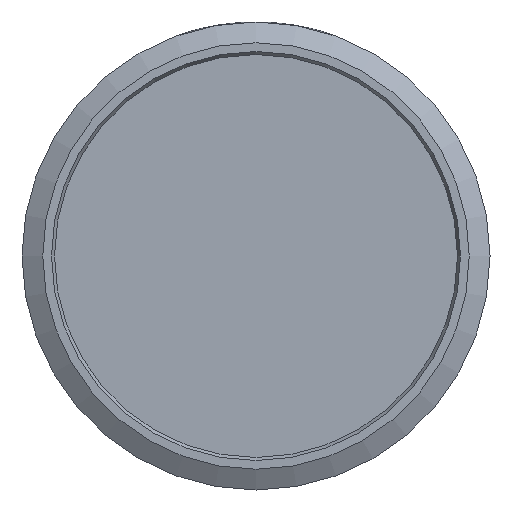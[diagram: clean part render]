
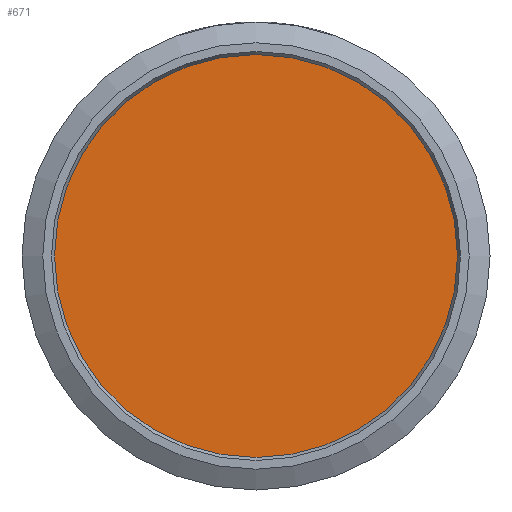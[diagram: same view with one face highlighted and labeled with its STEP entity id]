
A CAD part, front view. The second image highlights one B-rep face of the part: STEP entity #671.
In plain terms, the highlighted planar face has unit normal (0, -1, 0).
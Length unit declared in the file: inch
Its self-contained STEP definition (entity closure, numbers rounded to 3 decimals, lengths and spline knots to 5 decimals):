
#11 = AXIS2_PLACEMENT_3D ( 'NONE', #440, #344, #743 ) ;
#24 = EDGE_CURVE ( 'NONE', #707, #707, #428, .T. ) ;
#217 = DIRECTION ( 'NONE',  ( 1., 0., 0. ) ) ;
#344 = DIRECTION ( 'NONE',  ( 0., -1., 0. ) ) ;
#394 = CARTESIAN_POINT ( 'NONE',  ( 0., -1.96063, 0. ) ) ;
#428 = CIRCLE ( 'NONE', #870, 0.30512 ) ;
#440 = CARTESIAN_POINT ( 'NONE',  ( 0., -1.96063, 0. ) ) ;
#671 = ADVANCED_FACE ( 'NONE', ( #684 ), #728, .T. ) ;
#684 = FACE_OUTER_BOUND ( 'NONE', #978, .T. ) ;
#690 = CARTESIAN_POINT ( 'NONE',  ( 0.30512, -1.96063, 0. ) ) ;
#707 = VERTEX_POINT ( 'NONE', #690 ) ;
#728 = PLANE ( 'NONE',  #11 ) ;
#743 = DIRECTION ( 'NONE',  ( 0., 0., -1. ) ) ;
#823 = ORIENTED_EDGE ( 'NONE', *, *, #24, .T. ) ;
#870 = AXIS2_PLACEMENT_3D ( 'NONE', #394, #884, #217 ) ;
#884 = DIRECTION ( 'NONE',  ( 0., -1., 0. ) ) ;
#978 = EDGE_LOOP ( 'NONE', ( #823 ) ) ;
